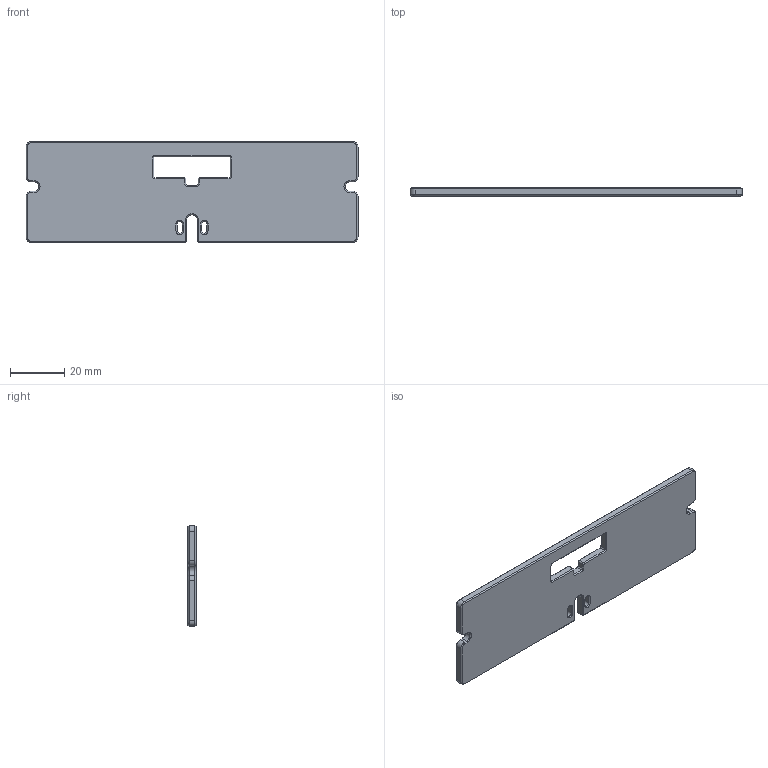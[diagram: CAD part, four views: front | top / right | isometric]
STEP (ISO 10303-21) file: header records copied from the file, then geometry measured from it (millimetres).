
FILE_DESCRIPTION (( 'STEP AP214' ), '1' );
FILE_NAME ('Motor Panel_x1.STEP', '2023-08-13T03:55:11', ( '' ), ( '' ), 'SwSTEP 2.0', 'SolidWorks 2020', '' );
FILE_SCHEMA (( 'AUTOMOTIVE_DESIGN' ));
Length unit declared in the file: millimetre
Products named in the file (1): Motor Panel_x1
Bounding box: 122 x 3 x 37 mm (x, y, z)
Volume: 12490.5 mm3; surface area: 9498.1 mm2
Topology: 1 solids, 1 shells, 152 faces, 350 edges, 200 vertices
Faces by surface type: plane 77, cone 50, cylinder 25
Entity records: 4220 total; most frequent: DIRECTION 756, CARTESIAN_POINT 703, ORIENTED_EDGE 700, EDGE_CURVE 350, AXIS2_PLACEMENT_3D 253, VECTOR 250, LINE 250, VERTEX_POINT 200
